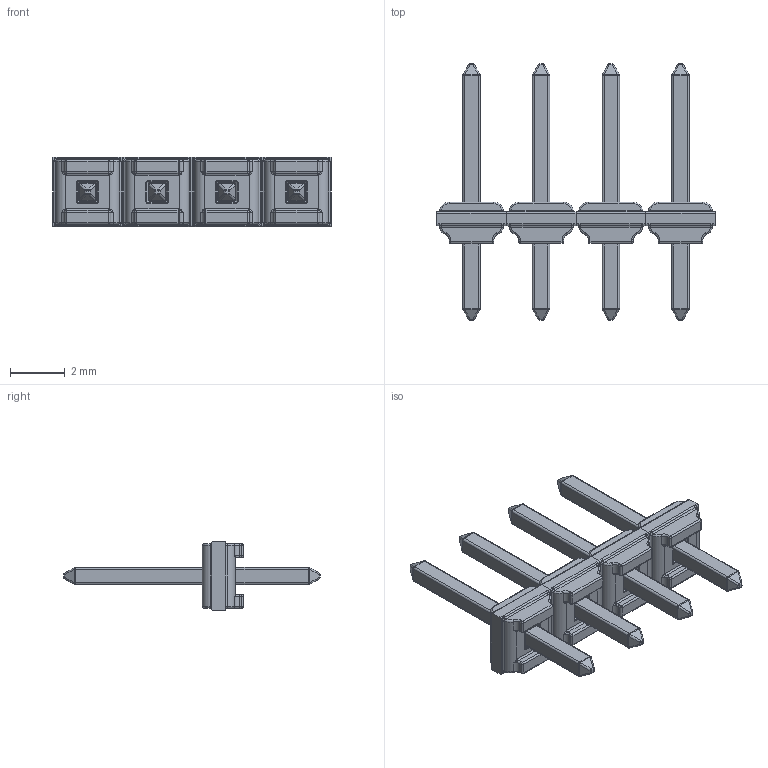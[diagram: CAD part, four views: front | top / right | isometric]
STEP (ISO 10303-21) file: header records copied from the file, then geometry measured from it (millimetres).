
FILE_DESCRIPTION (( 'STEP AP214' ), '1' );
FILE_NAME ('XJ8B-0411.STEP', '2018-09-07T14:26:44', ( '' ), ( '' ), 'SwSTEP 2.0', 'SolidWorks 2014', '' );
FILE_SCHEMA (( 'AUTOMOTIVE_DESIGN' ));
Length unit declared in the file: millimetre
Products named in the file (1): XJ8B-0411
Bounding box: 10.16 x 9.35 x 2.54 mm (x, y, z)
Volume: 41.4 mm3; surface area: 195.7 mm2
Topology: 12 solids, 12 shells, 1032 faces, 2304 edges, 1184 vertices
Faces by surface type: cylinder 448, plane 216, bspline 176, sphere 128, torus 64
Entity records: 37915 total; most frequent: CARTESIAN_POINT 8281, DIRECTION 4482, ORIENTED_EDGE 4384, EDGE_CURVE 2192, AXIS2_PLACEMENT_3D 1785, VERTEX_POINT 1184, EDGE_LOOP 1040, FACE_OUTER_BOUND 1032
